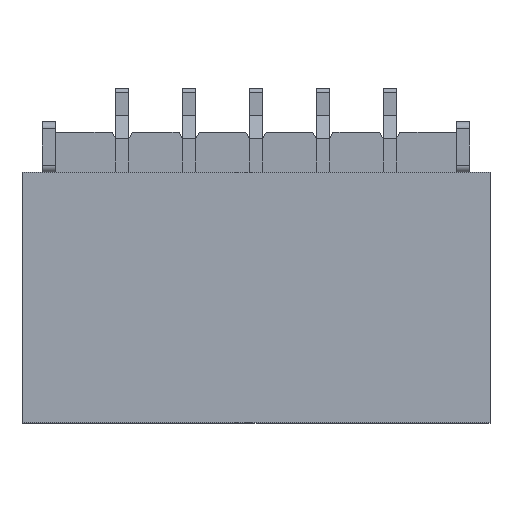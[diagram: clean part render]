
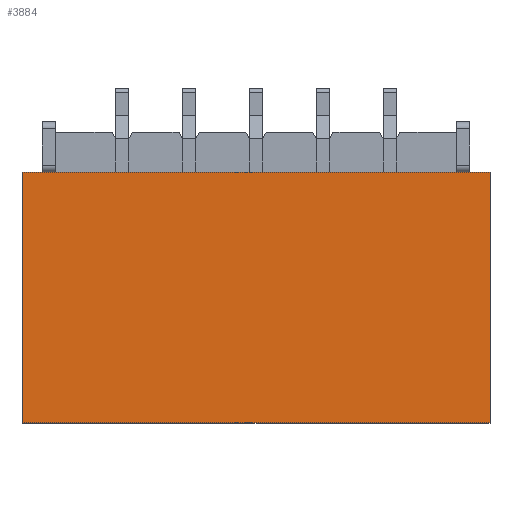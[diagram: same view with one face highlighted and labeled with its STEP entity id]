
A CAD part, top view. The second image highlights one B-rep face of the part: STEP entity #3884.
In plain terms, the highlighted planar face has unit normal (0, 0, 1).
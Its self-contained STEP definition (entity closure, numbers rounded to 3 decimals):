
#381=LINE('',#5978,#871);
#386=LINE('',#5988,#876);
#387=LINE('',#5990,#877);
#388=LINE('',#5992,#878);
#871=VECTOR('',#4832,1000.);
#876=VECTOR('',#4839,1000.);
#877=VECTOR('',#4842,1000.);
#878=VECTOR('',#4843,1000.);
#1533=ORIENTED_EDGE('',*,*,#2541,.T.);
#1534=ORIENTED_EDGE('',*,*,#2542,.F.);
#1535=ORIENTED_EDGE('',*,*,#2535,.F.);
#1536=ORIENTED_EDGE('',*,*,#2540,.T.);
#2535=EDGE_CURVE('',#3018,#3019,#381,.T.);
#2540=EDGE_CURVE('',#3018,#3022,#386,.T.);
#2541=EDGE_CURVE('',#3022,#3023,#387,.T.);
#2542=EDGE_CURVE('',#3019,#3023,#388,.T.);
#3018=VERTEX_POINT('',#5977);
#3019=VERTEX_POINT('',#5979);
#3022=VERTEX_POINT('',#5987);
#3023=VERTEX_POINT('',#5991);
#3352=EDGE_LOOP('',(#1533,#1534,#1535,#1536));
#3550=FACE_BOUND('',#3352,.T.);
#3720=PLANE('',#4143);
#3884=ADVANCED_FACE('',(#3550),#3720,.T.);
#4143=AXIS2_PLACEMENT_3D('',#5989,#4840,#4841);
#4832=DIRECTION('',(-1.,0.,0.));
#4839=DIRECTION('',(0.,1.,0.));
#4840=DIRECTION('',(0.,0.,1.));
#4841=DIRECTION('',(0.,-1.,0.));
#4842=DIRECTION('',(-1.,0.,0.));
#4843=DIRECTION('',(0.,1.,0.));
#5977=CARTESIAN_POINT('',(3.5,-2.175,1.5));
#5978=CARTESIAN_POINT('',(3.5,-2.175,1.5));
#5979=CARTESIAN_POINT('',(-3.5,-2.175,1.5));
#5987=CARTESIAN_POINT('',(3.5,1.575,1.5));
#5988=CARTESIAN_POINT('',(3.5,-2.175,1.5));
#5989=CARTESIAN_POINT('',(3.5,-2.175,1.5));
#5990=CARTESIAN_POINT('',(-3.5,1.575,1.5));
#5991=CARTESIAN_POINT('',(-3.5,1.575,1.5));
#5992=CARTESIAN_POINT('',(-3.5,-2.175,1.5));
